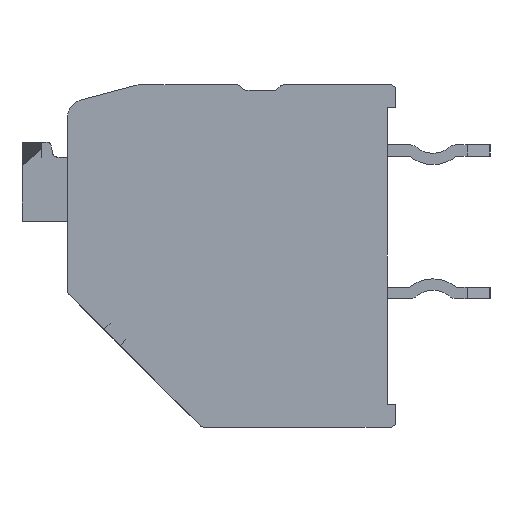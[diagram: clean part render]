
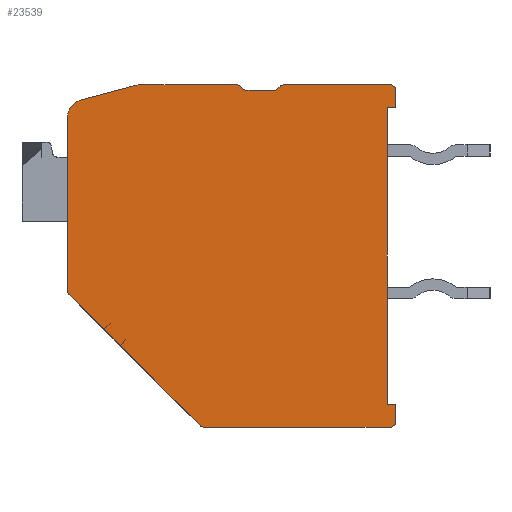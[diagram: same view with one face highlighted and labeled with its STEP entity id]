
A CAD part, left-side view. The second image highlights one B-rep face of the part: STEP entity #23539.
In plain terms, the highlighted planar face has unit normal (-1, 0, 0).
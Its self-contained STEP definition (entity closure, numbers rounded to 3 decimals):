
#7623=CARTESIAN_POINT('',(-66.5,5.15,4.883));
#7624=DIRECTION('',(1.,0.,0.));
#7625=DIRECTION('',(0.,1.,0.));
#7626=AXIS2_PLACEMENT_3D('',#7623,#7624,#7625);
#7628=DIRECTION('',(0.,-0.966,0.259));
#7629=VECTOR('',#7628,1.997);
#7630=CARTESIAN_POINT('',(-66.5,5.305,5.463));
#7631=LINE('',#7630,#7629);
#7632=CARTESIAN_POINT('',(-66.5,3.221,5.4));
#7633=DIRECTION('',(1.,0.,0.));
#7634=DIRECTION('',(0.,0.259,0.966));
#7635=AXIS2_PLACEMENT_3D('',#7632,#7633,#7634);
#7637=DIRECTION('',(0.,-1.,0.));
#7638=VECTOR('',#7637,3.388);
#7639=CARTESIAN_POINT('',(-66.5,3.221,6.));
#7640=LINE('',#7639,#7638);
#7641=CARTESIAN_POINT('',(-66.5,-0.167,5.8));
#7642=DIRECTION('',(1.,0.,0.));
#7643=DIRECTION('',(0.,0.,1.));
#7644=AXIS2_PLACEMENT_3D('',#7641,#7642,#7643);
#7646=DIRECTION('',(0.,-0.707,-0.707));
#7647=VECTOR('',#7646,0.117);
#7648=CARTESIAN_POINT('',(-66.5,-0.309,5.941));
#7649=LINE('',#7648,#7647);
#7650=CARTESIAN_POINT('',(-66.5,-0.533,6.));
#7651=DIRECTION('',(-1.,0.,0.));
#7652=DIRECTION('',(0.,0.707,-0.707));
#7653=AXIS2_PLACEMENT_3D('',#7650,#7651,#7652);
#7655=DIRECTION('',(0.,-1.,0.));
#7656=VECTOR('',#7655,0.934);
#7657=CARTESIAN_POINT('',(-66.5,-0.533,5.8));
#7658=LINE('',#7657,#7656);
#7659=CARTESIAN_POINT('',(-66.5,-1.467,6.));
#7660=DIRECTION('',(-1.,0.,0.));
#7661=DIRECTION('',(0.,0.,-1.));
#7662=AXIS2_PLACEMENT_3D('',#7659,#7660,#7661);
#7664=DIRECTION('',(0.,-0.707,0.707));
#7665=VECTOR('',#7664,0.117);
#7666=CARTESIAN_POINT('',(-66.5,-1.609,5.859));
#7667=LINE('',#7666,#7665);
#7668=CARTESIAN_POINT('',(-66.5,-1.833,5.8));
#7669=DIRECTION('',(1.,0.,0.));
#7670=DIRECTION('',(0.,0.707,0.707));
#7671=AXIS2_PLACEMENT_3D('',#7668,#7669,#7670);
#7673=DIRECTION('',(0.,-1.,0.));
#7674=VECTOR('',#7673,3.717);
#7675=CARTESIAN_POINT('',(-66.5,-1.833,6.));
#7676=LINE('',#7675,#7674);
#7677=CARTESIAN_POINT('',(-66.5,-5.55,5.8));
#7678=DIRECTION('',(1.,0.,0.));
#7679=DIRECTION('',(0.,0.,1.));
#7680=AXIS2_PLACEMENT_3D('',#7677,#7678,#7679);
#7682=DIRECTION('',(0.,0.,-1.));
#7683=VECTOR('',#7682,0.6);
#7684=CARTESIAN_POINT('',(-66.5,-5.75,5.8));
#7685=LINE('',#7684,#7683);
#7686=DIRECTION('',(0.,1.,0.));
#7687=VECTOR('',#7686,0.3);
#7688=CARTESIAN_POINT('',(-66.5,-5.75,5.2));
#7689=LINE('',#7688,#7687);
#7690=DIRECTION('',(0.,0.,-1.));
#7691=VECTOR('',#7690,10.4);
#7692=CARTESIAN_POINT('',(-66.5,-5.45,5.2));
#7693=LINE('',#7692,#7691);
#7694=DIRECTION('',(0.,-1.,0.));
#7695=VECTOR('',#7694,0.3);
#7696=CARTESIAN_POINT('',(-66.5,-5.45,-5.2));
#7697=LINE('',#7696,#7695);
#7698=DIRECTION('',(0.,0.,-1.));
#7699=VECTOR('',#7698,0.6);
#7700=CARTESIAN_POINT('',(-66.5,-5.75,-5.2));
#7701=LINE('',#7700,#7699);
#7702=CARTESIAN_POINT('',(-66.5,-5.55,-5.8));
#7703=DIRECTION('',(1.,0.,0.));
#7704=DIRECTION('',(0.,-1.,0.));
#7705=AXIS2_PLACEMENT_3D('',#7702,#7703,#7704);
#7707=DIRECTION('',(0.,1.,0.));
#7708=VECTOR('',#7707,6.515);
#7709=CARTESIAN_POINT('',(-66.5,-5.55,-6.));
#7710=LINE('',#7709,#7708);
#7711=CARTESIAN_POINT('',(-66.5,0.965,-5.8));
#7712=DIRECTION('',(1.,0.,0.));
#7713=DIRECTION('',(0.,0.,-1.));
#7714=AXIS2_PLACEMENT_3D('',#7711,#7712,#7713);
#7716=DIRECTION('',(0.,0.707,0.707));
#7717=VECTOR('',#7716,6.484);
#7718=CARTESIAN_POINT('',(-66.5,1.107,-5.941));
#7719=LINE('',#7718,#7717);
#7720=CARTESIAN_POINT('',(-66.5,5.55,-1.215));
#7721=DIRECTION('',(1.,0.,0.));
#7722=DIRECTION('',(0.,0.707,-0.707));
#7723=AXIS2_PLACEMENT_3D('',#7720,#7721,#7722);
#7725=DIRECTION('',(0.,0.,1.));
#7726=VECTOR('',#7725,6.098);
#7727=CARTESIAN_POINT('',(-66.5,5.75,-1.215));
#7728=LINE('',#7727,#7726);
#10497=CARTESIAN_POINT('',(-66.5,5.75,4.883));
#10498=CARTESIAN_POINT('',(-66.5,5.305,5.463));
#10499=VERTEX_POINT('',#10497);
#10500=VERTEX_POINT('',#10498);
#10501=CARTESIAN_POINT('',(-66.5,3.376,5.98));
#10502=VERTEX_POINT('',#10501);
#10503=CARTESIAN_POINT('',(-66.5,3.221,6.));
#10504=VERTEX_POINT('',#10503);
#10505=CARTESIAN_POINT('',(-66.5,-0.167,6.));
#10506=VERTEX_POINT('',#10505);
#10507=CARTESIAN_POINT('',(-66.5,-0.309,5.941));
#10508=VERTEX_POINT('',#10507);
#10509=CARTESIAN_POINT('',(-66.5,-0.391,5.859));
#10510=VERTEX_POINT('',#10509);
#10511=CARTESIAN_POINT('',(-66.5,-0.533,5.8));
#10512=VERTEX_POINT('',#10511);
#10513=CARTESIAN_POINT('',(-66.5,-1.467,5.8));
#10514=VERTEX_POINT('',#10513);
#10515=CARTESIAN_POINT('',(-66.5,-1.609,5.859));
#10516=VERTEX_POINT('',#10515);
#10517=CARTESIAN_POINT('',(-66.5,-1.691,5.941));
#10518=VERTEX_POINT('',#10517);
#10519=CARTESIAN_POINT('',(-66.5,-1.833,6.));
#10520=VERTEX_POINT('',#10519);
#10521=CARTESIAN_POINT('',(-66.5,-5.55,6.));
#10522=VERTEX_POINT('',#10521);
#10523=CARTESIAN_POINT('',(-66.5,-5.75,5.8));
#10524=VERTEX_POINT('',#10523);
#10525=CARTESIAN_POINT('',(-66.5,-5.75,5.2));
#10526=VERTEX_POINT('',#10525);
#10527=CARTESIAN_POINT('',(-66.5,-5.45,5.2));
#10528=VERTEX_POINT('',#10527);
#10529=CARTESIAN_POINT('',(-66.5,-5.45,-5.2));
#10530=VERTEX_POINT('',#10529);
#10531=CARTESIAN_POINT('',(-66.5,-5.75,-5.2));
#10532=VERTEX_POINT('',#10531);
#10533=CARTESIAN_POINT('',(-66.5,-5.75,-5.8));
#10534=VERTEX_POINT('',#10533);
#10535=CARTESIAN_POINT('',(-66.5,-5.55,-6.));
#10536=VERTEX_POINT('',#10535);
#10537=CARTESIAN_POINT('',(-66.5,0.965,-6.));
#10538=VERTEX_POINT('',#10537);
#10539=CARTESIAN_POINT('',(-66.5,1.107,-5.941));
#10540=VERTEX_POINT('',#10539);
#10541=CARTESIAN_POINT('',(-66.5,5.691,-1.357));
#10542=VERTEX_POINT('',#10541);
#10543=CARTESIAN_POINT('',(-66.5,5.75,-1.215));
#10544=VERTEX_POINT('',#10543);
#23508=CARTESIAN_POINT('',(-66.5,0.,0.));
#23509=DIRECTION('',(1.,0.,0.));
#23510=DIRECTION('',(0.,0.,-1.));
#23511=AXIS2_PLACEMENT_3D('',#23508,#23509,#23510);
#23512=PLANE('',#23511);
#23513=ORIENTED_EDGE('',*,*,#13447,.T.);
#23514=ORIENTED_EDGE('',*,*,#13462,.T.);
#23515=ORIENTED_EDGE('',*,*,#13476,.T.);
#23516=ORIENTED_EDGE('',*,*,#13490,.T.);
#23517=ORIENTED_EDGE('',*,*,#13504,.T.);
#23518=ORIENTED_EDGE('',*,*,#13518,.T.);
#23519=ORIENTED_EDGE('',*,*,#13532,.T.);
#23520=ORIENTED_EDGE('',*,*,#13546,.T.);
#23521=ORIENTED_EDGE('',*,*,#13560,.T.);
#23522=ORIENTED_EDGE('',*,*,#13574,.T.);
#23523=ORIENTED_EDGE('',*,*,#13588,.T.);
#23524=ORIENTED_EDGE('',*,*,#13602,.T.);
#23525=ORIENTED_EDGE('',*,*,#13616,.T.);
#23526=ORIENTED_EDGE('',*,*,#13630,.T.);
#23527=ORIENTED_EDGE('',*,*,#13644,.T.);
#23528=ORIENTED_EDGE('',*,*,#13658,.T.);
#23529=ORIENTED_EDGE('',*,*,#13862,.T.);
#23530=ORIENTED_EDGE('',*,*,#13876,.T.);
#23531=ORIENTED_EDGE('',*,*,#13890,.T.);
#23532=ORIENTED_EDGE('',*,*,#13904,.T.);
#23533=ORIENTED_EDGE('',*,*,#13918,.T.);
#23534=ORIENTED_EDGE('',*,*,#13941,.T.);
#23535=ORIENTED_EDGE('',*,*,#14637,.T.);
#23536=ORIENTED_EDGE('',*,*,#14817,.T.);
#23537=EDGE_LOOP('',(#23513,#23514,#23515,#23516,#23517,#23518,#23519,#23520,
#23521,#23522,#23523,#23524,#23525,#23526,#23527,#23528,#23529,#23530,#23531,
#23532,#23533,#23534,#23535,#23536));
#23538=FACE_OUTER_BOUND('',#23537,.F.);
#7627=CIRCLE('',#7626,0.6);
#7636=CIRCLE('',#7635,0.6);
#7645=CIRCLE('',#7644,0.2);
#7654=CIRCLE('',#7653,0.2);
#7663=CIRCLE('',#7662,0.2);
#7672=CIRCLE('',#7671,0.2);
#7681=CIRCLE('',#7680,0.2);
#7706=CIRCLE('',#7705,0.2);
#7715=CIRCLE('',#7714,0.2);
#7724=CIRCLE('',#7723,0.2);
#13447=EDGE_CURVE('',#10499,#10500,#7627,.T.);
#13462=EDGE_CURVE('',#10500,#10502,#7631,.T.);
#13476=EDGE_CURVE('',#10502,#10504,#7636,.T.);
#13490=EDGE_CURVE('',#10504,#10506,#7640,.T.);
#13504=EDGE_CURVE('',#10506,#10508,#7645,.T.);
#13518=EDGE_CURVE('',#10508,#10510,#7649,.T.);
#13532=EDGE_CURVE('',#10510,#10512,#7654,.T.);
#13546=EDGE_CURVE('',#10512,#10514,#7658,.T.);
#13560=EDGE_CURVE('',#10514,#10516,#7663,.T.);
#13574=EDGE_CURVE('',#10516,#10518,#7667,.T.);
#13588=EDGE_CURVE('',#10518,#10520,#7672,.T.);
#13602=EDGE_CURVE('',#10520,#10522,#7676,.T.);
#13616=EDGE_CURVE('',#10522,#10524,#7681,.T.);
#13630=EDGE_CURVE('',#10524,#10526,#7685,.T.);
#13644=EDGE_CURVE('',#10526,#10528,#7689,.T.);
#13658=EDGE_CURVE('',#10528,#10530,#7693,.T.);
#13862=EDGE_CURVE('',#10530,#10532,#7697,.T.);
#13876=EDGE_CURVE('',#10532,#10534,#7701,.T.);
#13890=EDGE_CURVE('',#10534,#10536,#7706,.T.);
#13904=EDGE_CURVE('',#10536,#10538,#7710,.T.);
#13918=EDGE_CURVE('',#10538,#10540,#7715,.T.);
#13941=EDGE_CURVE('',#10540,#10542,#7719,.T.);
#14637=EDGE_CURVE('',#10542,#10544,#7724,.T.);
#14817=EDGE_CURVE('',#10544,#10499,#7728,.T.);
#23539=ADVANCED_FACE('',(#23538),#23512,.F.);
